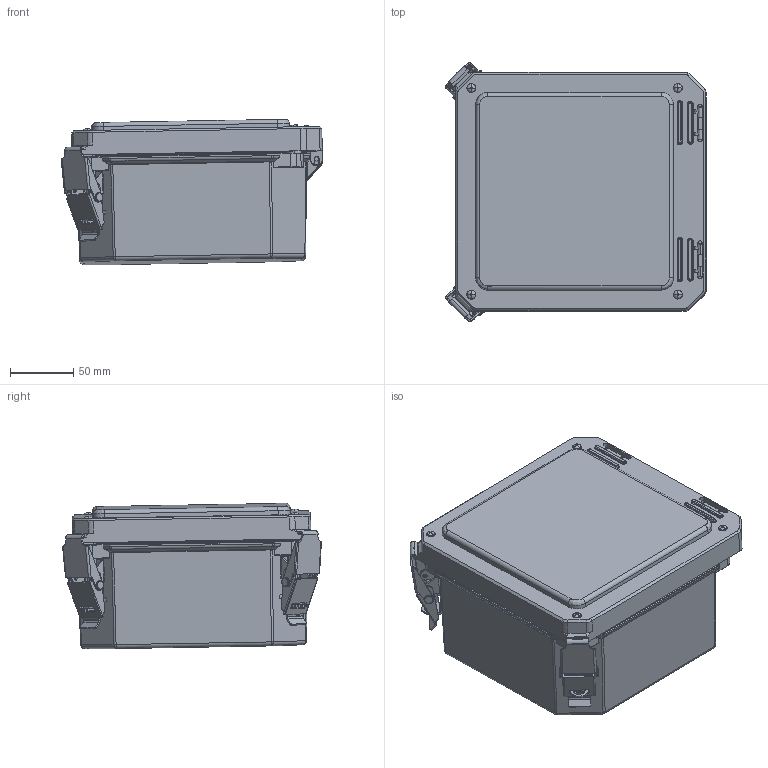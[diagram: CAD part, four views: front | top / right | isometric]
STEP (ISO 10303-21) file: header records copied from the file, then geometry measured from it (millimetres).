
FILE_DESCRIPTION (( 'STEP AP214' ), '1' );
FILE_NAME ('FR60604HPL.STEP', '2021-10-07T14:03:44', ( '' ), ( '' ), 'SwSTEP 2.0', 'SolidWorks 2021', '' );
FILE_SCHEMA (( 'AUTOMOTIVE_DESIGN' ));
Length unit declared in the file: inch
Products named in the file (1): FR60604HPL
Bounding box: 205.9 x 204.27 x 114.55 mm (x, y, z)
Volume: 627107.9 mm3; surface area: 339419.2 mm2
Topology: 29 solids, 29 shells, 2591 faces, 6552 edges, 3968 vertices
Faces by surface type: cylinder 1236, plane 730, bspline 515, cone 84, torus 26
Entity records: 105160 total; most frequent: CARTESIAN_POINT 48053, ORIENTED_EDGE 12966, DIRECTION 10191, EDGE_CURVE 6483, VERTEX_POINT 3968, AXIS2_PLACEMENT_3D 3619, LINE 2953, VECTOR 2953
